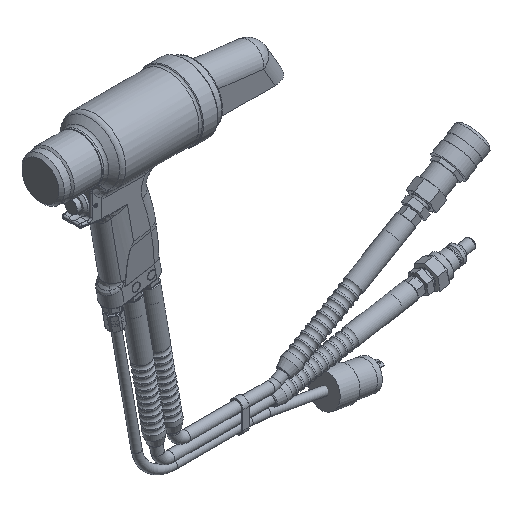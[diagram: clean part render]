
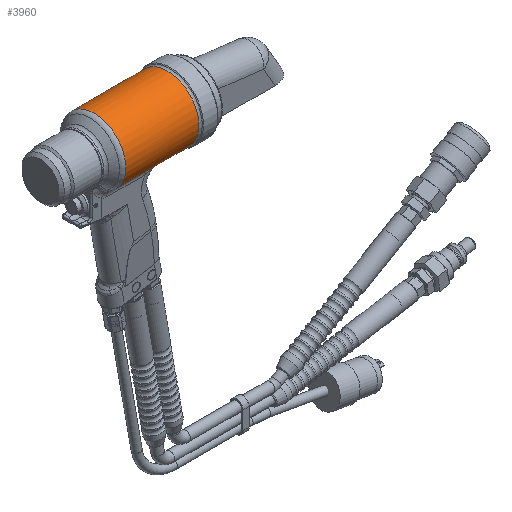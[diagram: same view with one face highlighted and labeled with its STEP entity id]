
A CAD part, isometric view. The second image highlights one B-rep face of the part: STEP entity #3960.
In plain terms, the highlighted cylindrical face has radius 31.909 mm (diameter 63.818 mm), a partial arc.
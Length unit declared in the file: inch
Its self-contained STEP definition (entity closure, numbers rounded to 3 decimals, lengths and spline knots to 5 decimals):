
#2887=B_SPLINE_CURVE_WITH_KNOTS('',3,(#16346,#16347,#16348,#16349),.UNSPECIFIED.,
 .F.,.F.,(4,4),(0.,1.),.UNSPECIFIED.);
#2888=B_SPLINE_CURVE_WITH_KNOTS('',3,(#16354,#16355,#16356,#16357),.UNSPECIFIED.,
 .F.,.F.,(4,4),(0.,1.),.UNSPECIFIED.);
#2889=B_SPLINE_CURVE_WITH_KNOTS('',3,(#16359,#16360,#16361,#16362,#16363,
#16364),.UNSPECIFIED.,.F.,.F.,(4,2,4),(0.,0.5,1.),.UNSPECIFIED.);
#2890=B_SPLINE_CURVE_WITH_KNOTS('',3,(#16369,#16370,#16371,#16372,#16373,
#16374),.UNSPECIFIED.,.F.,.F.,(4,2,4),(0.,0.5,1.),.UNSPECIFIED.);
#3298=CYLINDRICAL_SURFACE('',#11376,1.25625);
#3502=FACE_OUTER_BOUND('',#5700,.T.);
#3960=ADVANCED_FACE('',(#3502),#3298,.T.);
#4704=CIRCLE('',#11373,1.25625);
#4705=CIRCLE('',#11375,1.25625);
#5700=EDGE_LOOP('',(#6925,#6926,#6927,#6928,#6929,#6930,#6931,#6932));
#6925=ORIENTED_EDGE('',*,*,#9654,.T.);
#6926=ORIENTED_EDGE('',*,*,#9655,.T.);
#6927=ORIENTED_EDGE('',*,*,#9656,.T.);
#6928=ORIENTED_EDGE('',*,*,#9657,.T.);
#6929=ORIENTED_EDGE('',*,*,#9658,.T.);
#6930=ORIENTED_EDGE('',*,*,#9652,.F.);
#6931=ORIENTED_EDGE('',*,*,#9659,.T.);
#6932=ORIENTED_EDGE('',*,*,#9660,.T.);
#8773=VERTEX_POINT('',#16335);
#8774=VERTEX_POINT('',#16337);
#8775=VERTEX_POINT('',#16350);
#8776=VERTEX_POINT('',#16351);
#8777=VERTEX_POINT('',#16353);
#8778=VERTEX_POINT('',#16358);
#8779=VERTEX_POINT('',#16365);
#8780=VERTEX_POINT('',#16368);
#9652=EDGE_CURVE('',#8773,#8774,#4704,.T.);
#9654=EDGE_CURVE('',#8775,#8776,#2887,.T.);
#9655=EDGE_CURVE('',#8776,#8777,#4705,.T.);
#9656=EDGE_CURVE('',#8777,#8778,#2888,.T.);
#9657=EDGE_CURVE('',#8778,#8779,#2889,.T.);
#9658=EDGE_CURVE('',#8779,#8774,#10455,.T.);
#9659=EDGE_CURVE('',#8773,#8780,#10456,.T.);
#9660=EDGE_CURVE('',#8780,#8775,#2890,.T.);
#10455=LINE('',#16366,#10785);
#10456=LINE('',#16367,#10786);
#10785=VECTOR('',#12891,1.);
#10786=VECTOR('',#12892,1.);
#11373=AXIS2_PLACEMENT_3D('',#16336,#12885,#12886);
#11375=AXIS2_PLACEMENT_3D('',#16352,#12889,#12890);
#11376=AXIS2_PLACEMENT_3D('',#16375,#12893,#12894);
#12885=DIRECTION('',(-1.,0.,0.));
#12886=DIRECTION('',(0.,0.,1.));
#12889=DIRECTION('',(-1.,0.,0.));
#12890=DIRECTION('',(0.,0.,1.));
#12891=DIRECTION('',(-1.,0.,0.));
#12892=DIRECTION('',(1.,0.,0.));
#12893=DIRECTION('',(-1.,0.,0.));
#12894=DIRECTION('',(0.,0.,1.));
#16335=CARTESIAN_POINT('',(1.49155,-0.67389,-1.06021));
#16336=CARTESIAN_POINT('',(1.49155,0.,0.));
#16337=CARTESIAN_POINT('',(1.49155,0.67389,-1.06021));
#16346=CARTESIAN_POINT('',(3.66354,-0.59566,-1.10605));
#16347=CARTESIAN_POINT('',(3.90879,-0.5835,-1.1126));
#16348=CARTESIAN_POINT('',(4.15387,-0.56921,-1.12006));
#16349=CARTESIAN_POINT('',(4.39872,-0.55171,-1.12862));
#16350=CARTESIAN_POINT('',(3.66354,-0.59566,-1.10605));
#16351=CARTESIAN_POINT('',(4.39872,-0.55171,-1.12862));
#16352=CARTESIAN_POINT('',(4.39872,0.,0.));
#16353=CARTESIAN_POINT('',(4.39872,0.55171,-1.12862));
#16354=CARTESIAN_POINT('',(4.39872,0.55171,-1.12862));
#16355=CARTESIAN_POINT('',(4.15387,0.56921,-1.12006));
#16356=CARTESIAN_POINT('',(3.90879,0.5835,-1.1126));
#16357=CARTESIAN_POINT('',(3.66354,0.59566,-1.10605));
#16358=CARTESIAN_POINT('',(3.66354,0.59566,-1.10605));
#16359=CARTESIAN_POINT('',(3.66354,0.59566,-1.10605));
#16360=CARTESIAN_POINT('',(3.55379,0.6011,-1.10312));
#16361=CARTESIAN_POINT('',(3.44834,0.62777,-1.08834));
#16362=CARTESIAN_POINT('',(3.23392,0.66302,-1.06723));
#16363=CARTESIAN_POINT('',(3.12592,0.67389,-1.06021));
#16364=CARTESIAN_POINT('',(3.01659,0.67389,-1.06021));
#16365=CARTESIAN_POINT('',(3.01659,0.67389,-1.06021));
#16366=CARTESIAN_POINT('',(5.22,0.67389,-1.06021));
#16367=CARTESIAN_POINT('',(5.22,-0.67389,-1.06021));
#16368=CARTESIAN_POINT('',(3.01659,-0.67389,-1.06021));
#16369=CARTESIAN_POINT('',(3.01659,-0.67389,-1.06021));
#16370=CARTESIAN_POINT('',(3.12579,-0.67389,-1.06021));
#16371=CARTESIAN_POINT('',(3.23406,-0.663,-1.06724));
#16372=CARTESIAN_POINT('',(3.44841,-0.62776,-1.08835));
#16373=CARTESIAN_POINT('',(3.55382,-0.6011,-1.10312));
#16374=CARTESIAN_POINT('',(3.66354,-0.59566,-1.10605));
#16375=CARTESIAN_POINT('',(5.22,0.,0.));
